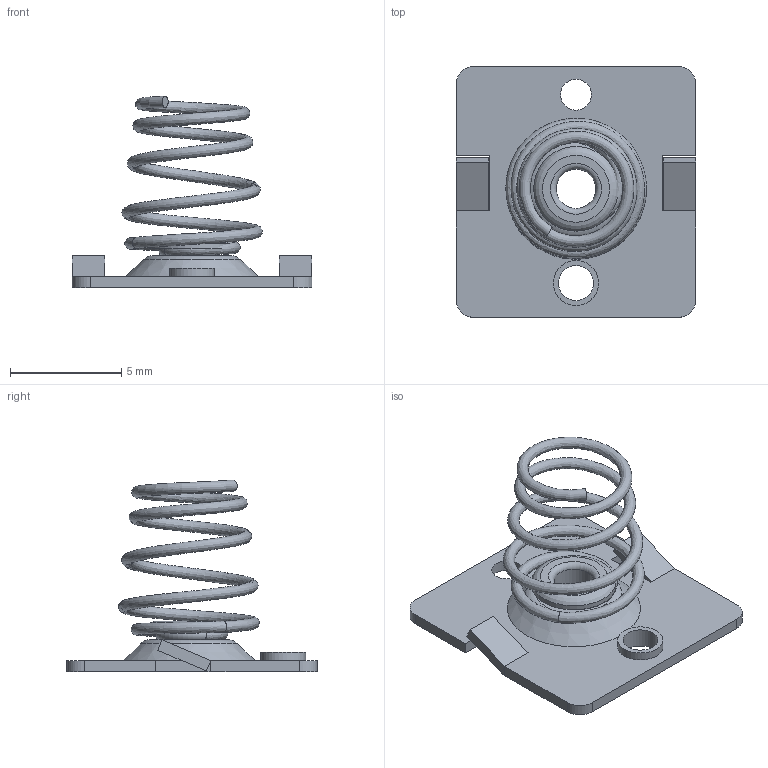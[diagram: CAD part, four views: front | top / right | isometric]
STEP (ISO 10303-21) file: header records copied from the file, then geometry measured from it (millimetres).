
FILE_DESCRIPTION (( 'STEP AP214' ), '1' );
FILE_NAME ('5202.STEP', '2014-11-03T20:09:03', ( '' ), ( '' ), 'SwSTEP 2.0', 'SolidWorks 2013', '' );
FILE_SCHEMA (( 'AUTOMOTIVE_DESIGN' ));
Length unit declared in the file: inch
Products named in the file (1): 5202
Bounding box: 10.79 x 11.3 x 8.63 mm (x, y, z)
Volume: 86.7 mm3; surface area: 469 mm2
Topology: 3 solids, 3 shells, 65 faces, 137 edges, 83 vertices
Faces by surface type: plane 39, cylinder 14, torus 8, bspline 2, cone 2
Full cylindrical faces by diameter (mm): 1.397 x1, 1.575 x1, 1.778 x1, 2.032 x1, 2.261 x1, 2.489 x1, 3.81 x2
Entity records: 3443 total; most frequent: CARTESIAN_POINT 1206, DIRECTION 280, ORIENTED_EDGE 228, EDGE_CURVE 114, AXIS2_PLACEMENT_3D 106, EDGE_LOOP 98, FACE_OUTER_BOUND 83, VERTEX_POINT 80
